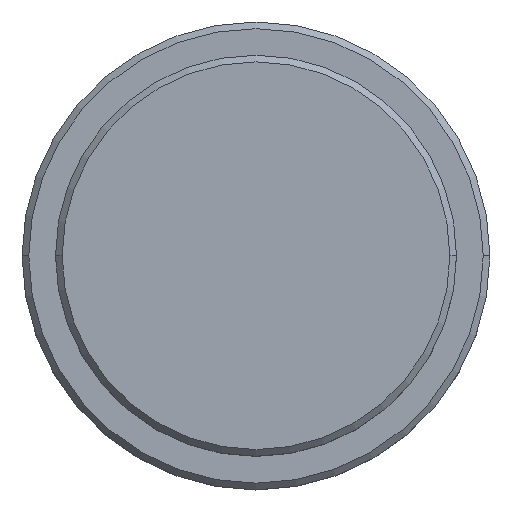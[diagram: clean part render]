
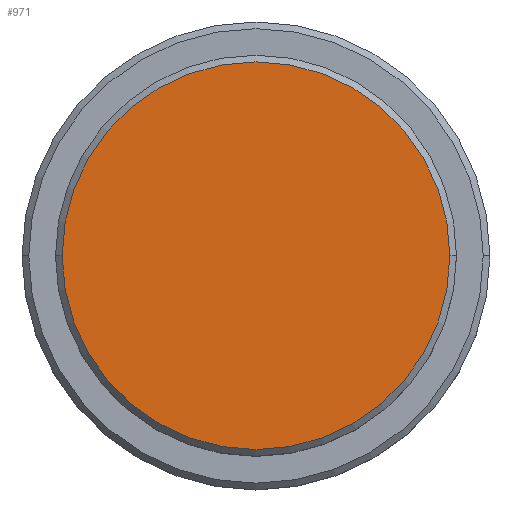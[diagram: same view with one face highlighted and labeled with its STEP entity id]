
A CAD part, top view. The second image highlights one B-rep face of the part: STEP entity #971.
In plain terms, the highlighted planar face has unit normal (0, 0, 1).
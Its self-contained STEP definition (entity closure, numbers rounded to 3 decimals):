
#102 = CIRCLE ( 'NONE', #312, 14.5 ) ;
#166 = EDGE_LOOP ( 'NONE', ( #472, #872 ) ) ;
#209 = CARTESIAN_POINT ( 'NONE',  ( 0., 0., 0. ) ) ;
#272 = AXIS2_PLACEMENT_3D ( 'NONE', #209, #297, #727 ) ;
#274 = AXIS2_PLACEMENT_3D ( 'NONE', #757, #958, #862 ) ;
#297 = DIRECTION ( 'NONE',  ( 0., 0., 1. ) ) ;
#312 = AXIS2_PLACEMENT_3D ( 'NONE', #409, #955, #427 ) ;
#331 = PLANE ( 'NONE',  #274 ) ;
#409 = CARTESIAN_POINT ( 'NONE',  ( 0., 0., 0. ) ) ;
#427 = DIRECTION ( 'NONE',  ( 1., 0., 0. ) ) ;
#439 = EDGE_CURVE ( 'NONE', #819, #1412, #102, .T. ) ;
#472 = ORIENTED_EDGE ( 'NONE', *, *, #590, .T. ) ;
#505 = CIRCLE ( 'NONE', #272, 14.5 ) ;
#590 = EDGE_CURVE ( 'NONE', #1412, #819, #505, .T. ) ;
#727 = DIRECTION ( 'NONE',  ( 1., 0., 0. ) ) ;
#747 = CARTESIAN_POINT ( 'NONE',  ( -14.5, 0., 0. ) ) ;
#757 = CARTESIAN_POINT ( 'NONE',  ( 0., 0., 0. ) ) ;
#819 = VERTEX_POINT ( 'NONE', #1139 ) ;
#862 = DIRECTION ( 'NONE',  ( 1., 0., 0. ) ) ;
#872 = ORIENTED_EDGE ( 'NONE', *, *, #439, .T. ) ;
#955 = DIRECTION ( 'NONE',  ( 0., 0., 1. ) ) ;
#958 = DIRECTION ( 'NONE',  ( 0., 0., 1. ) ) ;
#971 = ADVANCED_FACE ( 'NONE', ( #1310 ), #331, .T. ) ;
#1139 = CARTESIAN_POINT ( 'NONE',  ( 14.5, 0., 0. ) ) ;
#1310 = FACE_OUTER_BOUND ( 'NONE', #166, .T. ) ;
#1412 = VERTEX_POINT ( 'NONE', #747 ) ;
